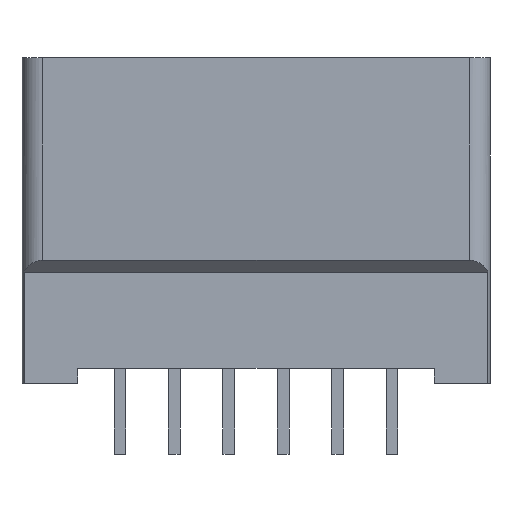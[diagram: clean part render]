
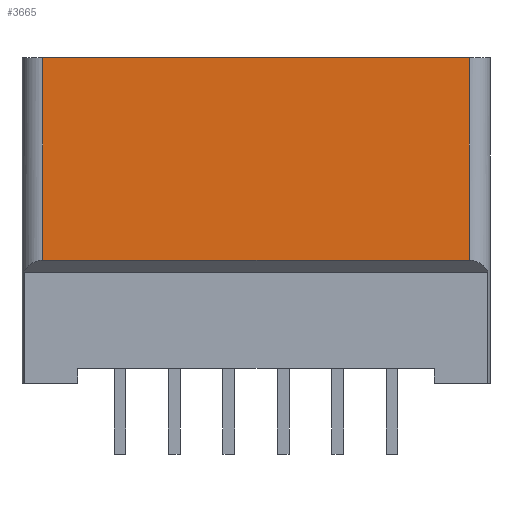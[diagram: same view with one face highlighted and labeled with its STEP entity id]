
A CAD part, front view. The second image highlights one B-rep face of the part: STEP entity #3665.
In plain terms, the highlighted planar face has unit normal (0, -1, 0).
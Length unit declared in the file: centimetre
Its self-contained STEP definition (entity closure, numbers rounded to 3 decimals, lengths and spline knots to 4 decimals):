
#307=FACE_OUTER_BOUND('',#523,.T.);
#523=EDGE_LOOP('',(#3126,#3127,#3128,#3129));
#738=LINE('',#5303,#1166);
#827=LINE('',#5488,#1255);
#943=LINE('',#5773,#1371);
#953=LINE('',#5795,#1381);
#1166=VECTOR('',#4337,0.945);
#1255=VECTOR('',#4464,1.988);
#1371=VECTOR('',#4774,0.945);
#1381=VECTOR('',#4794,1.988);
#1550=VERTEX_POINT('',#5292);
#1555=VERTEX_POINT('',#5301);
#1632=VERTEX_POINT('',#5487);
#1704=VERTEX_POINT('',#5772);
#1945=EDGE_CURVE('',#1550,#1555,#738,.T.);
#2037=EDGE_CURVE('',#1550,#1632,#827,.T.);
#2180=EDGE_CURVE('',#1632,#1704,#943,.T.);
#2192=EDGE_CURVE('',#1555,#1704,#953,.T.);
#3126=ORIENTED_EDGE('',*,*,#2192,.T.);
#3127=ORIENTED_EDGE('',*,*,#2180,.F.);
#3128=ORIENTED_EDGE('',*,*,#2037,.F.);
#3129=ORIENTED_EDGE('',*,*,#1945,.T.);
#3319=PLANE('',#3905);
#3665=ADVANCED_FACE('',(#307),#3319,.T.);
#3905=AXIS2_PLACEMENT_3D('',#5794,#4792,#4793);
#4337=DIRECTION('',(0.,0.,-1.));
#4464=DIRECTION('',(1.,0.,0.));
#4774=DIRECTION('',(0.,0.,-1.));
#4792=DIRECTION('center_axis',(0.,-1.,0.));
#4793=DIRECTION('ref_axis',(0.,0.,-1.));
#4794=DIRECTION('',(1.,0.,0.));
#5292=CARTESIAN_POINT('',(18.016,0.5705,1.));
#5301=CARTESIAN_POINT('',(18.016,0.5705,0.055));
#5303=CARTESIAN_POINT('',(18.016,0.5705,1.));
#5487=CARTESIAN_POINT('',(20.004,0.5705,1.));
#5488=CARTESIAN_POINT('',(17.508,0.5705,1.));
#5772=CARTESIAN_POINT('',(20.004,0.5705,0.055));
#5773=CARTESIAN_POINT('',(20.004,0.5705,1.));
#5794=CARTESIAN_POINT('Origin',(32.294,0.5705,0.));
#5795=CARTESIAN_POINT('',(17.508,0.5705,0.055));
